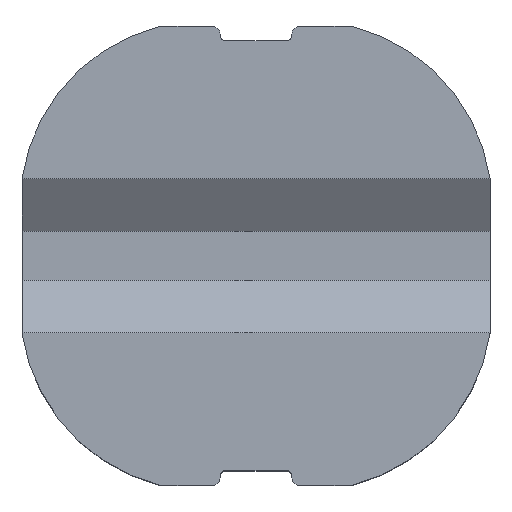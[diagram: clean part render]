
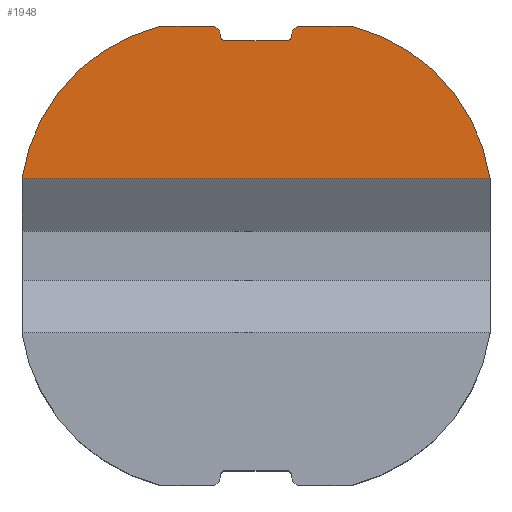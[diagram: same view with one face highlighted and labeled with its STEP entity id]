
A CAD part, top view. The second image highlights one B-rep face of the part: STEP entity #1948.
In plain terms, the highlighted planar face has unit normal (0, 0, 1).
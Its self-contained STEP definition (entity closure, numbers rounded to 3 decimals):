
#1537 = VERTEX_POINT('',#1538);
#1538 = CARTESIAN_POINT('',(-0.649,4.591,6.));
#1544 = EDGE_CURVE('',#1545,#1537,#1547,.T.);
#1545 = VERTEX_POINT('',#1546);
#1546 = CARTESIAN_POINT('',(0.649,4.591,6.));
#1547 = LINE('',#1548,#1549);
#1548 = CARTESIAN_POINT('',(0.649,4.591,6.));
#1549 = VECTOR('',#1550,1.);
#1550 = DIRECTION('',(-1.,0.,0.));
#1835 = EDGE_CURVE('',#1537,#1836,#1838,.T.);
#1836 = VERTEX_POINT('',#1837);
#1837 = CARTESIAN_POINT('',(-0.758,4.7,6.));
#1838 = CIRCLE('',#1839,0.109);
#1839 = AXIS2_PLACEMENT_3D('',#1840,#1841,#1842);
#1840 = CARTESIAN_POINT('',(-0.649,4.7,6.));
#1841 = DIRECTION('',(0.,-0.,-1.));
#1842 = DIRECTION('',(0.,-1.,0.));
#1948 = ADVANCED_FACE('',(#1949),#2020,.T.);
#1949 = FACE_BOUND('',#1950,.F.);
#1950 = EDGE_LOOP('',(#1951,#1961,#1970,#1978,#1985,#1986,#1987,#1996,
    #2005,#2013));
#1951 = ORIENTED_EDGE('',*,*,#1952,.F.);
#1952 = EDGE_CURVE('',#1953,#1955,#1957,.T.);
#1953 = VERTEX_POINT('',#1954);
#1954 = CARTESIAN_POINT('',(-5.,1.65,6.));
#1955 = VERTEX_POINT('',#1956);
#1956 = CARTESIAN_POINT('',(5.,1.65,6.));
#1957 = LINE('',#1958,#1959);
#1958 = CARTESIAN_POINT('',(-5.,1.65,6.));
#1959 = VECTOR('',#1960,1.);
#1960 = DIRECTION('',(1.,0.,0.));
#1961 = ORIENTED_EDGE('',*,*,#1962,.F.);
#1962 = EDGE_CURVE('',#1963,#1953,#1965,.T.);
#1963 = VERTEX_POINT('',#1964);
#1964 = CARTESIAN_POINT('',(-2.055,4.9,6.));
#1965 = CIRCLE('',#1966,3.939);
#1966 = AXIS2_PLACEMENT_3D('',#1967,#1968,#1969);
#1967 = CARTESIAN_POINT('',(-1.102,1.077,6.));
#1968 = DIRECTION('',(0.,0.,1.));
#1969 = DIRECTION('',(-0.242,0.97,0.));
#1970 = ORIENTED_EDGE('',*,*,#1971,.F.);
#1971 = EDGE_CURVE('',#1972,#1963,#1974,.T.);
#1972 = VERTEX_POINT('',#1973);
#1973 = CARTESIAN_POINT('',(-0.89,4.9,6.));
#1974 = LINE('',#1975,#1976);
#1975 = CARTESIAN_POINT('',(-0.89,4.9,6.));
#1976 = VECTOR('',#1977,1.);
#1977 = DIRECTION('',(-1.,0.,0.));
#1978 = ORIENTED_EDGE('',*,*,#1979,.F.);
#1979 = EDGE_CURVE('',#1836,#1972,#1980,.T.);
#1980 = CIRCLE('',#1981,0.218);
#1981 = AXIS2_PLACEMENT_3D('',#1982,#1983,#1984);
#1982 = CARTESIAN_POINT('',(-0.976,4.7,6.));
#1983 = DIRECTION('',(0.,0.,1.));
#1984 = DIRECTION('',(1.,0.,0.));
#1985 = ORIENTED_EDGE('',*,*,#1835,.F.);
#1986 = ORIENTED_EDGE('',*,*,#1544,.F.);
#1987 = ORIENTED_EDGE('',*,*,#1988,.F.);
#1988 = EDGE_CURVE('',#1989,#1545,#1991,.T.);
#1989 = VERTEX_POINT('',#1990);
#1990 = CARTESIAN_POINT('',(0.758,4.7,6.));
#1991 = CIRCLE('',#1992,0.109);
#1992 = AXIS2_PLACEMENT_3D('',#1993,#1994,#1995);
#1993 = CARTESIAN_POINT('',(0.649,4.7,6.));
#1994 = DIRECTION('',(0.,0.,-1.));
#1995 = DIRECTION('',(1.,0.,0.));
#1996 = ORIENTED_EDGE('',*,*,#1997,.F.);
#1997 = EDGE_CURVE('',#1998,#1989,#2000,.T.);
#1998 = VERTEX_POINT('',#1999);
#1999 = CARTESIAN_POINT('',(0.89,4.9,6.));
#2000 = CIRCLE('',#2001,0.218);
#2001 = AXIS2_PLACEMENT_3D('',#2002,#2003,#2004);
#2002 = CARTESIAN_POINT('',(0.976,4.7,6.));
#2003 = DIRECTION('',(0.,0.,1.));
#2004 = DIRECTION('',(-0.396,0.918,0.));
#2005 = ORIENTED_EDGE('',*,*,#2006,.F.);
#2006 = EDGE_CURVE('',#2007,#1998,#2009,.T.);
#2007 = VERTEX_POINT('',#2008);
#2008 = CARTESIAN_POINT('',(2.055,4.9,6.));
#2009 = LINE('',#2010,#2011);
#2010 = CARTESIAN_POINT('',(2.055,4.9,6.));
#2011 = VECTOR('',#2012,1.);
#2012 = DIRECTION('',(-1.,0.,0.));
#2013 = ORIENTED_EDGE('',*,*,#2014,.F.);
#2014 = EDGE_CURVE('',#1955,#2007,#2015,.T.);
#2015 = CIRCLE('',#2016,3.939);
#2016 = AXIS2_PLACEMENT_3D('',#2017,#2018,#2019);
#2017 = CARTESIAN_POINT('',(1.102,1.077,6.));
#2018 = DIRECTION('',(0.,-0.,1.));
#2019 = DIRECTION('',(0.989,0.145,0.));
#2020 = PLANE('',#2021);
#2021 = AXIS2_PLACEMENT_3D('',#2022,#2023,#2024);
#2022 = CARTESIAN_POINT('',(0.,0.,6.));
#2023 = DIRECTION('',(0.,0.,1.));
#2024 = DIRECTION('',(1.,0.,0.));
